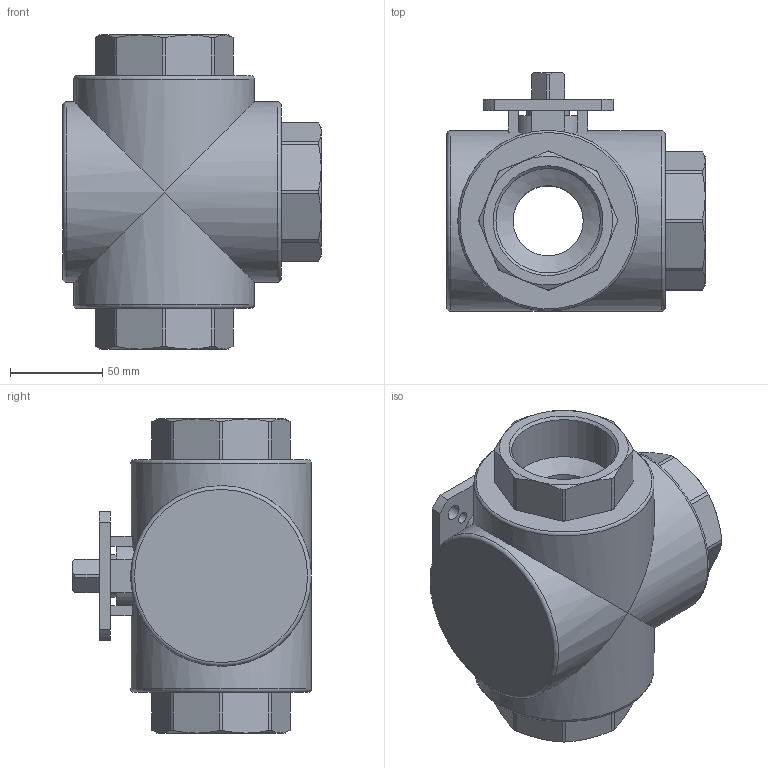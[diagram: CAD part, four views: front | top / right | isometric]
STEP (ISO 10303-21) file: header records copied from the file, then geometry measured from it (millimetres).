
FILE_DESCRIPTION(/* description */ ('STEP AP214'),/* implementation_level */ '2;1');
FILE_NAME(/* name */ '1692219_VZBA-2-GGG-63-32L-F0507-V4V4T',/* time_stamp */ '2024-09-18T00:24:37+02:00',/* author */ ('License CC BY-ND 4.0'),/* organization */ ('CADENAS'),/* preprocessor_version */ 'ST-DEVELOPER v19.3',/* originating_system */ 'PARTsolutions',/* authorisation */ ' ');
FILE_SCHEMA (('AUTOMOTIVE_DESIGN {1 0 10303 214 3 1 1}'));
Length unit declared in the file: millimetre
Products named in the file (1): 1692219 VZBA-2"-GGG-63-32L-F0507-V4V4T
Bounding box: 140.3 x 129.5 x 170.6 mm (x, y, z)
Volume: 1132641.7 mm3; surface area: 121385.1 mm2
Topology: 1 solids, 1 shells, 171 faces, 466 edges, 296 vertices
Faces by surface type: plane 78, cylinder 55, cone 34, torus 4
Full cylindrical faces by diameter (mm): 6.5 x4, 8.5 x4, 23 x1, 37 x1, 38.1 x2, 56.656 x3, 98 x4
Entity records: 5340 total; most frequent: CARTESIAN_POINT 1097, DIRECTION 864, ORIENTED_EDGE 862, EDGE_CURVE 431, AXIS2_PLACEMENT_3D 329, VERTEX_POINT 290, EDGE_LOOP 227, FACE_BOUND 227
